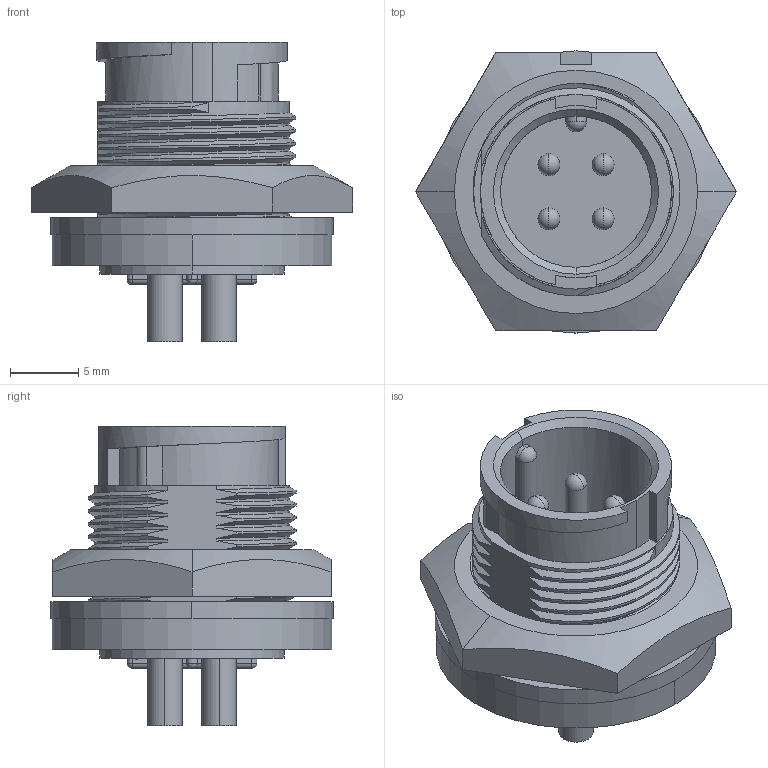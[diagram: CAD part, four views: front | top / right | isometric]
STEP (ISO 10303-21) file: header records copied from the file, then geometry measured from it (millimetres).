
FILE_DESCRIPTION (( 'STEP AP203' ), '1' );
FILE_NAME ('7380-4PG-300.STEP', '2015-11-16T19:54:36', ( '' ), ( '' ), 'SwSTEP 2.0', 'SolidWorks 2014', '' );
FILE_SCHEMA (( 'CONFIG_CONTROL_DESIGN' ));
Length unit declared in the file: inch
Products named in the file (1): 7380-4PG-300
Bounding box: 23.46 x 20.62 x 21.92 mm (x, y, z)
Volume: 3163.9 mm3; surface area: 3078.5 mm2
Topology: 2 solids, 2 shells, 182 faces, 492 edges, 313 vertices
Faces by surface type: cylinder 94, plane 45, bspline 24, sphere 15, cone 4
Entity records: 11953 total; most frequent: CARTESIAN_POINT 7829, ORIENTED_EDGE 946, DIRECTION 738, EDGE_CURVE 473, VERTEX_POINT 310, AXIS2_PLACEMENT_3D 275, EDGE_LOOP 199, LINE 188
